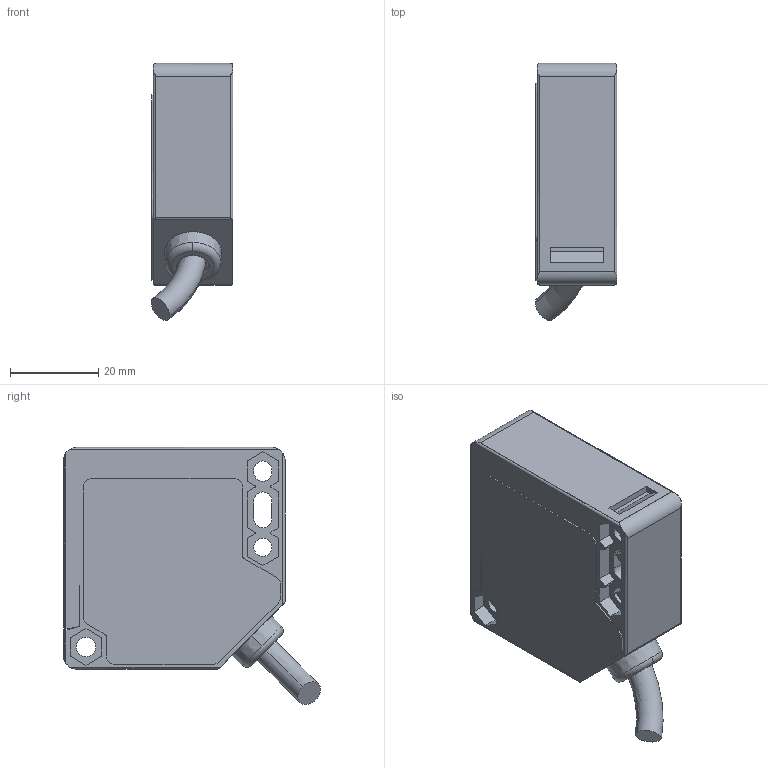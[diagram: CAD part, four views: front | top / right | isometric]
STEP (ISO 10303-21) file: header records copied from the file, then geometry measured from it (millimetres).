
FILE_DESCRIPTION(('STEP AP242'),'1');
FILE_NAME('sensor_xuk8aksnm12.stp','2020-11-19T08:11:41',('TraceParts'),('TraceParts S.A.'),'Spatial InterOp 3D',' ',' ');
FILE_SCHEMA(('AP242_MANAGED_MODEL_BASED_3D_ENGINEERING_MIM_LF {1 0 10303 442 1 1 4}'));
Length unit declared in the file: millimetre
Products named in the file (1): sensor_xuk8aksnm12
Bounding box: 18.44 x 58.13 x 58.14 mm (x, y, z)
Volume: 42301.7 mm3; surface area: 10440.3 mm2
Topology: 1 solids, 1 shells, 177 faces, 502 edges, 336 vertices
Faces by surface type: plane 103, cylinder 60, torus 8, cone 4, sphere 2
Entity records: 6260 total; most frequent: CARTESIAN_POINT 1534, ORIENTED_EDGE 1004, DIRECTION 972, EDGE_CURVE 502, VERTEX_POINT 336, AXIS2_PLACEMENT_3D 329, LINE 314, VECTOR 314
